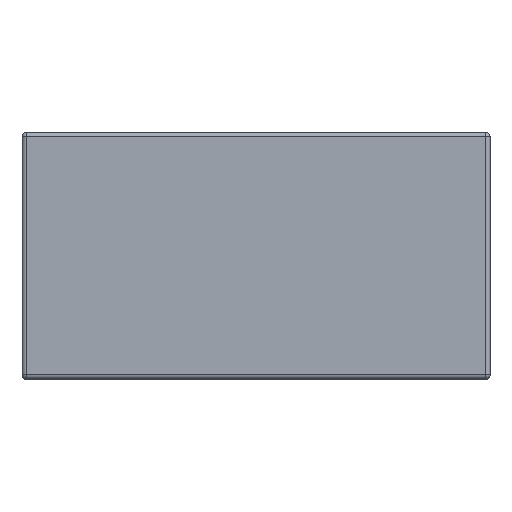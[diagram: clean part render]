
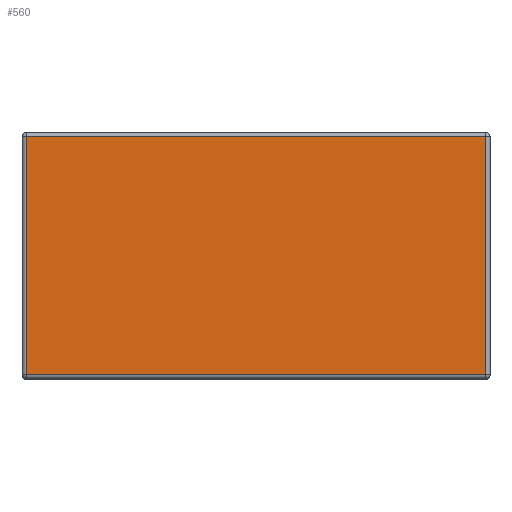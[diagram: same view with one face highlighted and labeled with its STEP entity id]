
A CAD part, top view. The second image highlights one B-rep face of the part: STEP entity #560.
In plain terms, the highlighted planar face has unit normal (0, 0, 1).
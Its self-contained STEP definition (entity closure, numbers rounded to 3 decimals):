
#560 = ADVANCED_FACE( '', ( #1214 ), #1215, .T. );
#1214 = FACE_OUTER_BOUND( '', #1973, .T. );
#1215 = PLANE( '', #1974 );
#1973 = EDGE_LOOP( '', ( #4131, #4132, #4133, #4134 ) );
#1974 = AXIS2_PLACEMENT_3D( '', #4135, #4136, #4137 );
#4131 = ORIENTED_EDGE( '', *, *, #5485, .T. );
#4132 = ORIENTED_EDGE( '', *, *, #5209, .T. );
#4133 = ORIENTED_EDGE( '', *, *, #5496, .T. );
#4134 = ORIENTED_EDGE( '', *, *, #5466, .T. );
#4135 = CARTESIAN_POINT( '', ( -5.75, -3.025, 3.595 ) );
#4136 = DIRECTION( '', ( 0., 0., 1. ) );
#4137 = DIRECTION( '', ( 1., 0., 0. ) );
#5209 = EDGE_CURVE( '', #5919, #5789, #6251, .T. );
#5466 = EDGE_CURVE( '', #6071, #5662, #6602, .T. );
#5485 = EDGE_CURVE( '', #5662, #5919, #6624, .T. );
#5496 = EDGE_CURVE( '', #5789, #6071, #6635, .T. );
#5662 = VERTEX_POINT( '', #7000 );
#5789 = VERTEX_POINT( '', #7292 );
#5919 = VERTEX_POINT( '', #7749 );
#6071 = VERTEX_POINT( '', #8317 );
#6251 = LINE( '', #8727, #8728 );
#6602 = LINE( '', #9733, #9734 );
#6624 = LINE( '', #9781, #9782 );
#6635 = LINE( '', #9798, #9799 );
#7000 = CARTESIAN_POINT( '', ( 5.65, -2.925, 3.595 ) );
#7292 = CARTESIAN_POINT( '', ( -5.65, 2.925, 3.595 ) );
#7749 = CARTESIAN_POINT( '', ( 5.65, 2.925, 3.595 ) );
#8317 = CARTESIAN_POINT( '', ( -5.65, -2.925, 3.595 ) );
#8727 = CARTESIAN_POINT( '', ( -5.75, 2.925, 3.595 ) );
#8728 = VECTOR( '', #10133, 1000. );
#9733 = CARTESIAN_POINT( '', ( 5.75, -2.925, 3.595 ) );
#9734 = VECTOR( '', #10203, 1000. );
#9781 = CARTESIAN_POINT( '', ( 5.65, 3.025, 3.595 ) );
#9782 = VECTOR( '', #10208, 1000. );
#9798 = CARTESIAN_POINT( '', ( -5.65, -3.025, 3.595 ) );
#9799 = VECTOR( '', #10214, 1000. );
#10133 = DIRECTION( '', ( -1., 0., 0. ) );
#10203 = DIRECTION( '', ( 1., 0., 0. ) );
#10208 = DIRECTION( '', ( 0., 1., 0. ) );
#10214 = DIRECTION( '', ( 0., -1., 0. ) );
